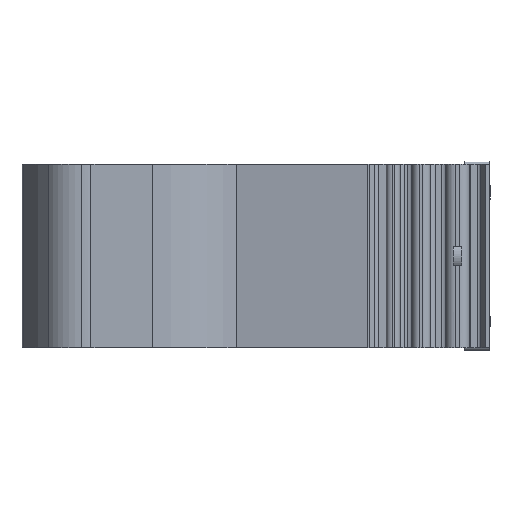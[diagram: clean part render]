
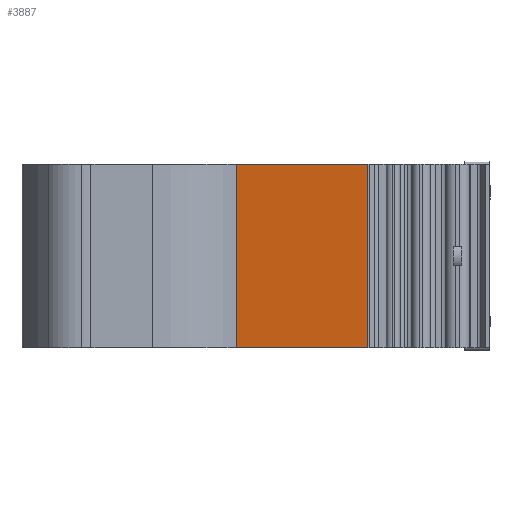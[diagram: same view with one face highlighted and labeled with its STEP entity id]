
A CAD part, left-side view. The second image highlights one B-rep face of the part: STEP entity #3887.
In plain terms, the highlighted planar face has unit normal (-0.983, 0.182, 0).
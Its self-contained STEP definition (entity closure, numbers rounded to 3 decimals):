
#54 = LINE ( 'NONE', #7519, #7364 ) ;
#320 = DIRECTION ( 'NONE',  ( 0.182, 0.983, 0. ) ) ;
#330 = DIRECTION ( 'NONE',  ( 0.983, -0.182, 0. ) ) ;
#441 = PLANE ( 'NONE',  #4876 ) ;
#578 = CARTESIAN_POINT ( 'NONE',  ( -10.916, -6.54, -8.5 ) ) ;
#804 = ORIENTED_EDGE ( 'NONE', *, *, #5310, .T. ) ;
#1053 = VERTEX_POINT ( 'NONE', #2892 ) ;
#1178 = VERTEX_POINT ( 'NONE', #4469 ) ;
#1338 = FACE_OUTER_BOUND ( 'NONE', #6795, .T. ) ;
#1683 = VECTOR ( 'NONE', #6301, 1000. ) ;
#1783 = EDGE_CURVE ( 'NONE', #1178, #5429, #4884, .T. ) ;
#2527 = VECTOR ( 'NONE', #5596, 1000. ) ;
#2892 = CARTESIAN_POINT ( 'NONE',  ( -13.4, -19.94, -8.5 ) ) ;
#3179 = EDGE_CURVE ( 'NONE', #1053, #1178, #54, .T. ) ;
#3887 = ADVANCED_FACE ( 'NONE', ( #1338 ), #441, .F. ) ;
#4086 = LINE ( 'NONE', #5060, #5278 ) ;
#4106 = CARTESIAN_POINT ( 'NONE',  ( -11.148, -7.79, 8.5 ) ) ;
#4210 = CARTESIAN_POINT ( 'NONE',  ( -11.148, -7.79, 33.128 ) ) ;
#4364 = CARTESIAN_POINT ( 'NONE',  ( -13.4, -19.94, 8.5 ) ) ;
#4469 = CARTESIAN_POINT ( 'NONE',  ( -11.148, -7.79, -8.5 ) ) ;
#4512 = ORIENTED_EDGE ( 'NONE', *, *, #1783, .F. ) ;
#4677 = ORIENTED_EDGE ( 'NONE', *, *, #3179, .F. ) ;
#4789 = ORIENTED_EDGE ( 'NONE', *, *, #7551, .T. ) ;
#4876 = AXIS2_PLACEMENT_3D ( 'NONE', #578, #330, #320 ) ;
#4884 = LINE ( 'NONE', #4210, #1683 ) ;
#4984 = DIRECTION ( 'NONE',  ( 0.182, 0.983, 0. ) ) ;
#5036 = CARTESIAN_POINT ( 'NONE',  ( -13.4, -19.94, -8.5 ) ) ;
#5060 = CARTESIAN_POINT ( 'NONE',  ( -10.916, -6.54, 8.5 ) ) ;
#5278 = VECTOR ( 'NONE', #4984, 1000. ) ;
#5310 = EDGE_CURVE ( 'NONE', #6863, #5429, #4086, .T. ) ;
#5429 = VERTEX_POINT ( 'NONE', #4106 ) ;
#5596 = DIRECTION ( 'NONE',  ( 0., 0., 1. ) ) ;
#5676 = LINE ( 'NONE', #5036, #2527 ) ;
#6301 = DIRECTION ( 'NONE',  ( 0., 0., 1. ) ) ;
#6795 = EDGE_LOOP ( 'NONE', ( #4512, #4677, #4789, #804 ) ) ;
#6863 = VERTEX_POINT ( 'NONE', #4364 ) ;
#7364 = VECTOR ( 'NONE', #7608, 1000. ) ;
#7519 = CARTESIAN_POINT ( 'NONE',  ( -10.916, -6.54, -8.5 ) ) ;
#7551 = EDGE_CURVE ( 'NONE', #1053, #6863, #5676, .T. ) ;
#7608 = DIRECTION ( 'NONE',  ( 0.182, 0.983, 0. ) ) ;
